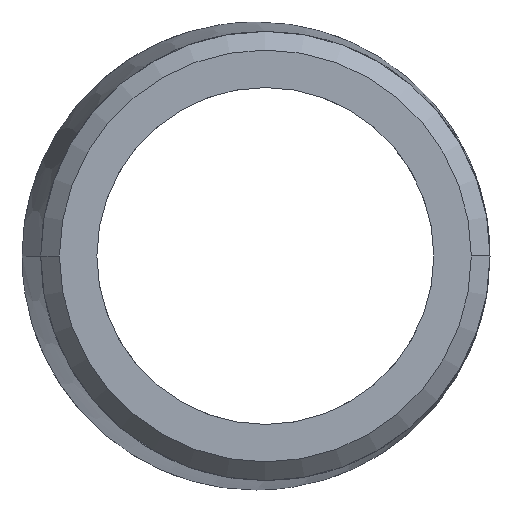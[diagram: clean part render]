
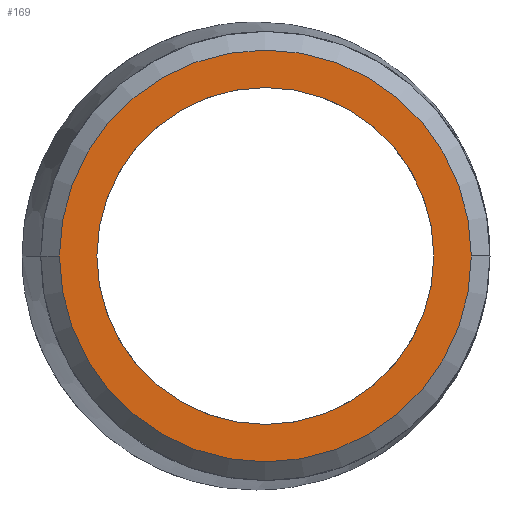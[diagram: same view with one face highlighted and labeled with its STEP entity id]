
A CAD part, left-side view. The second image highlights one B-rep face of the part: STEP entity #169.
In plain terms, the highlighted planar face has unit normal (-1, 0, 0).
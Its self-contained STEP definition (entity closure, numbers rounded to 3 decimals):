
#141 = VERTEX_POINT( '', #356 );
#155 = VERTEX_POINT( '', #371 );
#169 = ADVANCED_FACE( '', ( #386, #387 ), #388, .F. );
#199 = EDGE_CURVE( '', #141, #219, #423, .T. );
#201 = EDGE_CURVE( '', #219, #141, #425, .T. );
#219 = VERTEX_POINT( '', #445 );
#223 = VERTEX_POINT( '', #449 );
#233 = EDGE_CURVE( '', #223, #155, #460, .T. );
#279 = EDGE_CURVE( '', #155, #223, #508, .T. );
#356 = CARTESIAN_POINT( '', ( 0., -2.5, -45. ) );
#371 = CARTESIAN_POINT( '', ( 0., -2.5, 55. ) );
#386 = FACE_OUTER_BOUND( '', #970, .T. );
#387 = FACE_BOUND( '', #971, .T. );
#388 = PLANE( '', #972 );
#423 = CIRCLE( '', #1286, 45. );
#425 = CIRCLE( '', #1289, 45. );
#445 = CARTESIAN_POINT( '', ( 0., -2.5, 45. ) );
#449 = CARTESIAN_POINT( '', ( 0., -2.5, -55. ) );
#460 = CIRCLE( '', #1628, 55. );
#508 = CIRCLE( '', #2015, 55. );
#970 = EDGE_LOOP( '', ( #2158, #2159 ) );
#971 = EDGE_LOOP( '', ( #2160, #2161 ) );
#972 = AXIS2_PLACEMENT_3D( '', #2162, #2163, #2164 );
#1286 = AXIS2_PLACEMENT_3D( '', #2201, #2202, #2203 );
#1289 = AXIS2_PLACEMENT_3D( '', #2204, #2205, #2206 );
#1628 = AXIS2_PLACEMENT_3D( '', #2240, #2241, #2242 );
#2015 = AXIS2_PLACEMENT_3D( '', #2280, #2281, #2282 );
#2158 = ORIENTED_EDGE( '', *, *, #233, .F. );
#2159 = ORIENTED_EDGE( '', *, *, #279, .F. );
#2160 = ORIENTED_EDGE( '', *, *, #199, .F. );
#2161 = ORIENTED_EDGE( '', *, *, #201, .F. );
#2162 = CARTESIAN_POINT( '', ( 0., 0., 0. ) );
#2163 = DIRECTION( '', ( 1., 0., 0. ) );
#2164 = DIRECTION( '', ( 0., 0., -1. ) );
#2201 = CARTESIAN_POINT( '', ( 0., -2.5, 0. ) );
#2202 = DIRECTION( '', ( -1., 0., 0. ) );
#2203 = DIRECTION( '', ( 0., 0., -1. ) );
#2204 = CARTESIAN_POINT( '', ( 0., -2.5, 0. ) );
#2205 = DIRECTION( '', ( -1., 0., 0. ) );
#2206 = DIRECTION( '', ( 0., 0., -1. ) );
#2240 = CARTESIAN_POINT( '', ( 0., -2.5, 0. ) );
#2241 = DIRECTION( '', ( 1., 0., 0. ) );
#2242 = DIRECTION( '', ( 0., 0., -1. ) );
#2280 = CARTESIAN_POINT( '', ( 0., -2.5, 0. ) );
#2281 = DIRECTION( '', ( 1., 0., 0. ) );
#2282 = DIRECTION( '', ( 0., 0., -1. ) );
